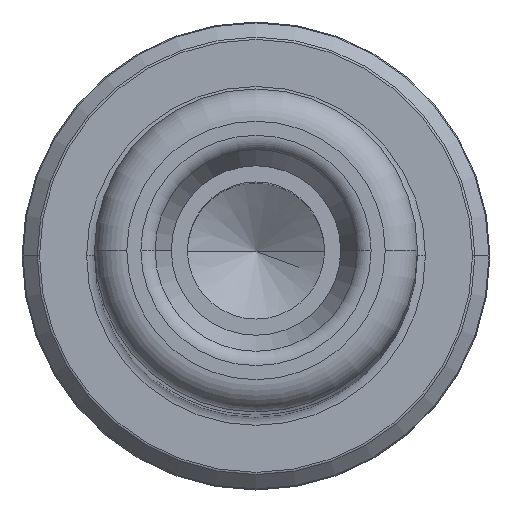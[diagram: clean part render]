
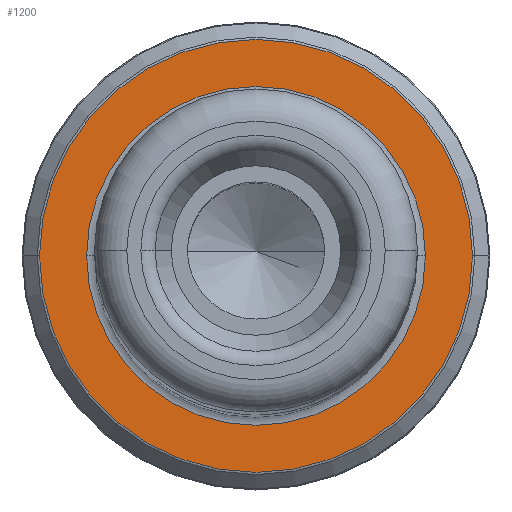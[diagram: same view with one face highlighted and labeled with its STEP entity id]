
A CAD part, top view. The second image highlights one B-rep face of the part: STEP entity #1200.
In plain terms, the highlighted planar face has unit normal (0, 0, 1).
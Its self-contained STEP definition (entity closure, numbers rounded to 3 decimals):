
#14 = DIRECTION ( 'NONE',  ( 0., 0., 1. ) ) ;
#119 = CARTESIAN_POINT ( 'NONE',  ( 10.5, 0., 20. ) ) ;
#184 = EDGE_CURVE ( 'NONE', #1176, #2239, #2560, .T. ) ;
#348 = VERTEX_POINT ( 'NONE', #759 ) ;
#358 = AXIS2_PLACEMENT_3D ( 'NONE', #587, #954, #3411 ) ;
#513 = CARTESIAN_POINT ( 'NONE',  ( -13.417, 0., 20. ) ) ;
#527 = CARTESIAN_POINT ( 'NONE',  ( 0., 0., 20. ) ) ;
#529 = EDGE_CURVE ( 'NONE', #2239, #1176, #849, .T. ) ;
#587 = CARTESIAN_POINT ( 'NONE',  ( 0., 0., 20. ) ) ;
#759 = CARTESIAN_POINT ( 'NONE',  ( -10.5, 0., 20. ) ) ;
#767 = DIRECTION ( 'NONE',  ( 1., 0., 0. ) ) ;
#831 = PLANE ( 'NONE',  #3505 ) ;
#849 = CIRCLE ( 'NONE', #1684, 13.417 ) ;
#853 = ORIENTED_EDGE ( 'NONE', *, *, #529, .T. ) ;
#954 = DIRECTION ( 'NONE',  ( 0., 0., -1. ) ) ;
#1056 = DIRECTION ( 'NONE',  ( -1., 0., 0. ) ) ;
#1058 = CIRCLE ( 'NONE', #3310, 10.5 ) ;
#1064 = EDGE_LOOP ( 'NONE', ( #2912, #853 ) ) ;
#1127 = EDGE_LOOP ( 'NONE', ( #1871, #2135 ) ) ;
#1176 = VERTEX_POINT ( 'NONE', #1717 ) ;
#1200 = ADVANCED_FACE ( 'NONE', ( #3295, #2961 ), #831, .T. ) ;
#1356 = DIRECTION ( 'NONE',  ( 0., 0., -1. ) ) ;
#1684 = AXIS2_PLACEMENT_3D ( 'NONE', #2758, #1804, #3361 ) ;
#1717 = CARTESIAN_POINT ( 'NONE',  ( 13.417, 0., 20. ) ) ;
#1804 = DIRECTION ( 'NONE',  ( 0., 0., 1. ) ) ;
#1871 = ORIENTED_EDGE ( 'NONE', *, *, #3367, .T. ) ;
#2135 = ORIENTED_EDGE ( 'NONE', *, *, #3769, .T. ) ;
#2239 = VERTEX_POINT ( 'NONE', #513 ) ;
#2560 = CIRCLE ( 'NONE', #2691, 13.417 ) ;
#2691 = AXIS2_PLACEMENT_3D ( 'NONE', #3066, #14, #3676 ) ;
#2758 = CARTESIAN_POINT ( 'NONE',  ( 0., 0., 20. ) ) ;
#2912 = ORIENTED_EDGE ( 'NONE', *, *, #184, .T. ) ;
#2961 = FACE_OUTER_BOUND ( 'NONE', #1064, .T. ) ;
#3066 = CARTESIAN_POINT ( 'NONE',  ( 0., 0., 20. ) ) ;
#3186 = CARTESIAN_POINT ( 'NONE',  ( 0., 0., 20. ) ) ;
#3295 = FACE_BOUND ( 'NONE', #1127, .T. ) ;
#3310 = AXIS2_PLACEMENT_3D ( 'NONE', #3186, #1356, #1056 ) ;
#3361 = DIRECTION ( 'NONE',  ( 1., 0., 0. ) ) ;
#3367 = EDGE_CURVE ( 'NONE', #348, #3977, #1058, .T. ) ;
#3411 = DIRECTION ( 'NONE',  ( -1., 0., 0. ) ) ;
#3505 = AXIS2_PLACEMENT_3D ( 'NONE', #527, #3617, #767 ) ;
#3617 = DIRECTION ( 'NONE',  ( 0., 0., 1. ) ) ;
#3676 = DIRECTION ( 'NONE',  ( 1., 0., 0. ) ) ;
#3769 = EDGE_CURVE ( 'NONE', #3977, #348, #3842, .T. ) ;
#3842 = CIRCLE ( 'NONE', #358, 10.5 ) ;
#3977 = VERTEX_POINT ( 'NONE', #119 ) ;
